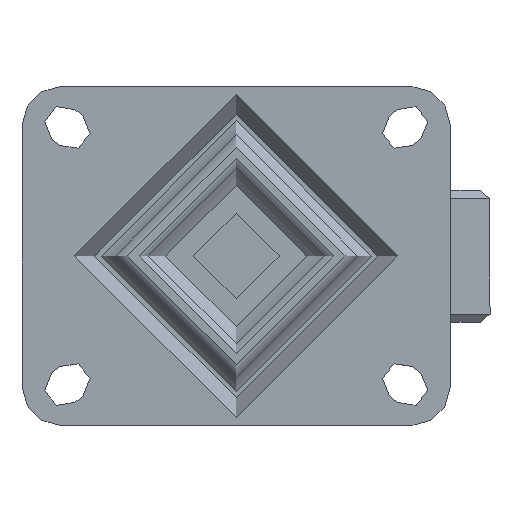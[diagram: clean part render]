
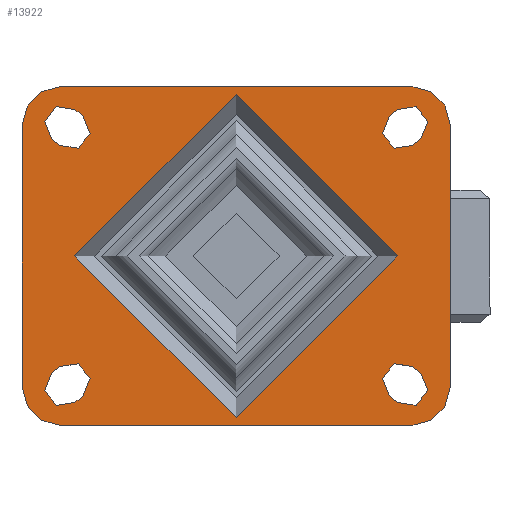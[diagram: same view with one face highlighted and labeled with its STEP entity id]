
A CAD part, top view. The second image highlights one B-rep face of the part: STEP entity #13922.
In plain terms, the highlighted planar face has unit normal (0, 0, 1).
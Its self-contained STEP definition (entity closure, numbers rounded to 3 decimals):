
#1149=FACE_BOUND('',#3136,.T.);
#1150=FACE_BOUND('',#3137,.T.);
#1151=FACE_BOUND('',#3138,.T.);
#1152=FACE_BOUND('',#3139,.T.);
#1153=FACE_BOUND('',#3140,.T.);
#1443=PLANE('',#15079);
#2281=FACE_OUTER_BOUND('',#3135,.T.);
#3135=EDGE_LOOP('',(#12268,#12269,#12270,#12271,#12272,#12273,#12274,#12275));
#3136=EDGE_LOOP('',(#12276));
#3137=EDGE_LOOP('',(#12277,#12278,#12279,#12280));
#3138=EDGE_LOOP('',(#12281,#12282,#12283,#12284));
#3139=EDGE_LOOP('',(#12285,#12286,#12287,#12288));
#3140=EDGE_LOOP('',(#12289,#12290,#12291,#12292));
#4159=LINE('',#25732,#5181);
#4161=LINE('',#25740,#5183);
#4162=LINE('',#25745,#5184);
#4163=LINE('',#25749,#5185);
#4164=LINE('',#25751,#5186);
#4165=LINE('',#25752,#5187);
#4166=LINE('',#25753,#5188);
#4167=LINE('',#25754,#5189);
#4168=LINE('',#25755,#5190);
#4169=LINE('',#25756,#5191);
#4170=LINE('',#25757,#5192);
#4171=LINE('',#25758,#5193);
#5181=VECTOR('',#17715,1.);
#5183=VECTOR('',#17725,1.);
#5184=VECTOR('',#17730,1.);
#5185=VECTOR('',#17733,1.);
#5186=VECTOR('',#17736,1.);
#5187=VECTOR('',#17737,1.);
#5188=VECTOR('',#17738,1.);
#5189=VECTOR('',#17739,1.);
#5190=VECTOR('',#17740,1.);
#5191=VECTOR('',#17741,1.);
#5192=VECTOR('',#17742,1.);
#5193=VECTOR('',#17743,1.);
#5719=CIRCLE('',#15002,5.7);
#5720=CIRCLE('',#15004,5.7);
#5722=CIRCLE('',#15007,5.7);
#5725=CIRCLE('',#15011,5.7);
#5727=CIRCLE('',#15014,5.7);
#5728=CIRCLE('',#15016,5.7);
#5731=CIRCLE('',#15020,5.7);
#5732=CIRCLE('',#15022,5.7);
#5749=CIRCLE('',#15045,49.014);
#5769=CIRCLE('',#15080,12.);
#5770=CIRCLE('',#15081,12.);
#5771=CIRCLE('',#15082,12.);
#5772=CIRCLE('',#15083,12.);
#6837=VERTEX_POINT('',#25495);
#6838=VERTEX_POINT('',#25497);
#6839=VERTEX_POINT('',#25501);
#6840=VERTEX_POINT('',#25502);
#6843=VERTEX_POINT('',#25510);
#6844=VERTEX_POINT('',#25511);
#6849=VERTEX_POINT('',#25522);
#6850=VERTEX_POINT('',#25524);
#6853=VERTEX_POINT('',#25531);
#6854=VERTEX_POINT('',#25533);
#6855=VERTEX_POINT('',#25537);
#6856=VERTEX_POINT('',#25538);
#6861=VERTEX_POINT('',#25549);
#6862=VERTEX_POINT('',#25551);
#6863=VERTEX_POINT('',#25555);
#6864=VERTEX_POINT('',#25556);
#6877=VERTEX_POINT('',#25622);
#6894=VERTEX_POINT('',#25729);
#6895=VERTEX_POINT('',#25731);
#6896=VERTEX_POINT('',#25738);
#6897=VERTEX_POINT('',#25739);
#6898=VERTEX_POINT('',#25742);
#6899=VERTEX_POINT('',#25744);
#6900=VERTEX_POINT('',#25746);
#6901=VERTEX_POINT('',#25748);
#8664=EDGE_CURVE('',#6838,#6837,#5719,.T.);
#8666=EDGE_CURVE('',#6839,#6840,#5720,.T.);
#8670=EDGE_CURVE('',#6843,#6844,#5722,.T.);
#8676=EDGE_CURVE('',#6850,#6849,#5725,.T.);
#8680=EDGE_CURVE('',#6853,#6854,#5727,.T.);
#8682=EDGE_CURVE('',#6855,#6856,#5728,.T.);
#8688=EDGE_CURVE('',#6861,#6862,#5731,.T.);
#8690=EDGE_CURVE('',#6863,#6864,#5732,.T.);
#8711=EDGE_CURVE('',#6877,#6877,#5749,.T.);
#8736=EDGE_CURVE('',#6895,#6894,#4159,.T.);
#8738=EDGE_CURVE('',#6896,#6897,#4161,.T.);
#8739=EDGE_CURVE('',#6896,#6895,#5769,.T.);
#8740=EDGE_CURVE('',#6894,#6898,#5770,.T.);
#8741=EDGE_CURVE('',#6899,#6898,#4162,.T.);
#8742=EDGE_CURVE('',#6900,#6899,#5771,.T.);
#8743=EDGE_CURVE('',#6901,#6900,#4163,.T.);
#8744=EDGE_CURVE('',#6897,#6901,#5772,.T.);
#8745=EDGE_CURVE('',#6864,#6861,#4164,.T.);
#8746=EDGE_CURVE('',#6862,#6863,#4165,.T.);
#8747=EDGE_CURVE('',#6854,#6855,#4166,.T.);
#8748=EDGE_CURVE('',#6856,#6853,#4167,.T.);
#8749=EDGE_CURVE('',#6837,#6839,#4168,.T.);
#8750=EDGE_CURVE('',#6840,#6838,#4169,.T.);
#8751=EDGE_CURVE('',#6844,#6850,#4170,.T.);
#8752=EDGE_CURVE('',#6849,#6843,#4171,.T.);
#12268=ORIENTED_EDGE('',*,*,#8738,.F.);
#12269=ORIENTED_EDGE('',*,*,#8739,.T.);
#12270=ORIENTED_EDGE('',*,*,#8736,.T.);
#12271=ORIENTED_EDGE('',*,*,#8740,.T.);
#12272=ORIENTED_EDGE('',*,*,#8741,.F.);
#12273=ORIENTED_EDGE('',*,*,#8742,.F.);
#12274=ORIENTED_EDGE('',*,*,#8743,.F.);
#12275=ORIENTED_EDGE('',*,*,#8744,.F.);
#12276=ORIENTED_EDGE('',*,*,#8711,.F.);
#12277=ORIENTED_EDGE('',*,*,#8688,.F.);
#12278=ORIENTED_EDGE('',*,*,#8745,.F.);
#12279=ORIENTED_EDGE('',*,*,#8690,.F.);
#12280=ORIENTED_EDGE('',*,*,#8746,.F.);
#12281=ORIENTED_EDGE('',*,*,#8682,.F.);
#12282=ORIENTED_EDGE('',*,*,#8747,.F.);
#12283=ORIENTED_EDGE('',*,*,#8680,.F.);
#12284=ORIENTED_EDGE('',*,*,#8748,.F.);
#12285=ORIENTED_EDGE('',*,*,#8664,.T.);
#12286=ORIENTED_EDGE('',*,*,#8749,.T.);
#12287=ORIENTED_EDGE('',*,*,#8666,.T.);
#12288=ORIENTED_EDGE('',*,*,#8750,.T.);
#12289=ORIENTED_EDGE('',*,*,#8670,.T.);
#12290=ORIENTED_EDGE('',*,*,#8751,.T.);
#12291=ORIENTED_EDGE('',*,*,#8676,.T.);
#12292=ORIENTED_EDGE('',*,*,#8752,.T.);
#13922=ADVANCED_FACE('',(#2281,#1149,#1150,#1151,#1152,#1153),#1443,.F.);
#15002=AXIS2_PLACEMENT_3D('',#25498,#17545,#17546);
#15004=AXIS2_PLACEMENT_3D('',#25503,#17550,#17551);
#15007=AXIS2_PLACEMENT_3D('',#25512,#17558,#17559);
#15011=AXIS2_PLACEMENT_3D('',#25525,#17569,#17570);
#15014=AXIS2_PLACEMENT_3D('',#25534,#17577,#17578);
#15016=AXIS2_PLACEMENT_3D('',#25539,#17582,#17583);
#15020=AXIS2_PLACEMENT_3D('',#25552,#17593,#17594);
#15022=AXIS2_PLACEMENT_3D('',#25557,#17598,#17599);
#15045=AXIS2_PLACEMENT_3D('',#25624,#17648,#17649);
#15079=AXIS2_PLACEMENT_3D('',#25737,#17723,#17724);
#15080=AXIS2_PLACEMENT_3D('',#25741,#17726,#17727);
#15081=AXIS2_PLACEMENT_3D('',#25743,#17728,#17729);
#15082=AXIS2_PLACEMENT_3D('',#25747,#17731,#17732);
#15083=AXIS2_PLACEMENT_3D('',#25750,#17734,#17735);
#17545=DIRECTION('center_axis',(0.,0.,-1.));
#17546=DIRECTION('ref_axis',(1.,0.,0.));
#17550=DIRECTION('center_axis',(0.,0.,-1.));
#17551=DIRECTION('ref_axis',(1.,0.,0.));
#17558=DIRECTION('center_axis',(0.,0.,-1.));
#17559=DIRECTION('ref_axis',(1.,0.,0.));
#17569=DIRECTION('center_axis',(0.,0.,-1.));
#17570=DIRECTION('ref_axis',(1.,0.,0.));
#17577=DIRECTION('center_axis',(0.,0.,1.));
#17578=DIRECTION('ref_axis',(1.,0.,0.));
#17582=DIRECTION('center_axis',(0.,0.,1.));
#17583=DIRECTION('ref_axis',(1.,0.,0.));
#17593=DIRECTION('center_axis',(0.,0.,1.));
#17594=DIRECTION('ref_axis',(1.,0.,0.));
#17598=DIRECTION('center_axis',(0.,0.,1.));
#17599=DIRECTION('ref_axis',(1.,0.,0.));
#17648=DIRECTION('center_axis',(0.,0.,1.));
#17649=DIRECTION('ref_axis',(-1.,0.,0.));
#17715=DIRECTION('',(1.,0.,0.));
#17723=DIRECTION('center_axis',(0.,0.,-1.));
#17724=DIRECTION('ref_axis',(0.,-1.,0.));
#17725=DIRECTION('',(0.,1.,0.));
#17726=DIRECTION('center_axis',(0.,0.,1.));
#17727=DIRECTION('ref_axis',(1.,0.,0.));
#17728=DIRECTION('center_axis',(0.,0.,1.));
#17729=DIRECTION('ref_axis',(1.,0.,0.));
#17730=DIRECTION('',(0.,-1.,0.));
#17731=DIRECTION('center_axis',(0.,0.,-1.));
#17732=DIRECTION('ref_axis',(1.,0.,0.));
#17733=DIRECTION('',(1.,0.,0.));
#17734=DIRECTION('center_axis',(0.,0.,-1.));
#17735=DIRECTION('ref_axis',(1.,0.,0.));
#17736=DIRECTION('',(-0.781,-0.625,0.));
#17737=DIRECTION('',(0.781,0.625,0.));
#17738=DIRECTION('',(0.781,-0.625,0.));
#17739=DIRECTION('',(-0.781,0.625,0.));
#17740=DIRECTION('',(0.781,-0.625,0.));
#17741=DIRECTION('',(-0.781,0.625,0.));
#17742=DIRECTION('',(-0.781,-0.625,0.));
#17743=DIRECTION('',(0.781,0.625,0.));
#25495=CARTESIAN_POINT('',(-27.536,161.729,0.));
#25497=CARTESIAN_POINT('',(-34.657,152.827,0.));
#25498=CARTESIAN_POINT('Origin',(-31.097,157.278,0.));
#25501=CARTESIAN_POINT('',(-25.036,159.729,0.));
#25502=CARTESIAN_POINT('',(-32.157,150.827,0.));
#25503=CARTESIAN_POINT('Origin',(-28.597,155.278,0.));
#25510=CARTESIAN_POINT('',(-134.657,161.729,0.));
#25511=CARTESIAN_POINT('',(-127.536,152.827,0.));
#25512=CARTESIAN_POINT('Origin',(-131.097,157.278,0.));
#25522=CARTESIAN_POINT('',(-137.157,159.729,0.));
#25524=CARTESIAN_POINT('',(-130.036,150.827,0.));
#25525=CARTESIAN_POINT('Origin',(-133.597,155.278,0.));
#25531=CARTESIAN_POINT('',(-130.036,239.729,0.));
#25533=CARTESIAN_POINT('',(-137.157,230.827,0.));
#25534=CARTESIAN_POINT('Origin',(-133.597,235.278,0.));
#25537=CARTESIAN_POINT('',(-134.657,228.827,0.));
#25538=CARTESIAN_POINT('',(-127.536,237.729,0.));
#25539=CARTESIAN_POINT('Origin',(-131.097,233.278,0.));
#25549=CARTESIAN_POINT('',(-34.657,237.729,0.));
#25551=CARTESIAN_POINT('',(-27.536,228.827,0.));
#25552=CARTESIAN_POINT('Origin',(-31.097,233.278,0.));
#25555=CARTESIAN_POINT('',(-25.036,230.827,0.));
#25556=CARTESIAN_POINT('',(-32.157,239.729,0.));
#25557=CARTESIAN_POINT('Origin',(-28.597,235.278,0.));
#25622=CARTESIAN_POINT('',(-130.11,195.278,0.));
#25624=CARTESIAN_POINT('Origin',(-81.097,195.278,0.));
#25729=CARTESIAN_POINT('',(-28.097,143.778,0.));
#25731=CARTESIAN_POINT('',(-134.097,143.778,0.));
#25732=CARTESIAN_POINT('',(-81.097,143.778,0.));
#25737=CARTESIAN_POINT('Origin',(-130.11,195.278,0.));
#25738=CARTESIAN_POINT('',(-146.097,155.778,0.));
#25739=CARTESIAN_POINT('',(-146.097,234.778,0.));
#25740=CARTESIAN_POINT('',(-146.097,195.278,0.));
#25741=CARTESIAN_POINT('Origin',(-134.097,155.778,0.));
#25742=CARTESIAN_POINT('',(-16.097,155.778,0.));
#25743=CARTESIAN_POINT('Origin',(-28.097,155.778,0.));
#25744=CARTESIAN_POINT('',(-16.097,234.778,0.));
#25745=CARTESIAN_POINT('',(-16.097,234.778,0.));
#25746=CARTESIAN_POINT('',(-28.097,246.778,0.));
#25747=CARTESIAN_POINT('Origin',(-28.097,234.778,0.));
#25748=CARTESIAN_POINT('',(-134.097,246.778,0.));
#25749=CARTESIAN_POINT('',(-81.097,246.778,0.));
#25750=CARTESIAN_POINT('Origin',(-134.097,234.778,0.));
#25751=CARTESIAN_POINT('',(-32.157,239.729,0.));
#25752=CARTESIAN_POINT('',(-27.536,228.827,0.));
#25753=CARTESIAN_POINT('',(-137.157,230.827,0.));
#25754=CARTESIAN_POINT('',(-127.536,237.729,0.));
#25755=CARTESIAN_POINT('',(-27.536,161.729,0.));
#25756=CARTESIAN_POINT('',(-32.157,150.827,0.));
#25757=CARTESIAN_POINT('',(-127.536,152.827,0.));
#25758=CARTESIAN_POINT('',(-137.157,159.729,0.));
